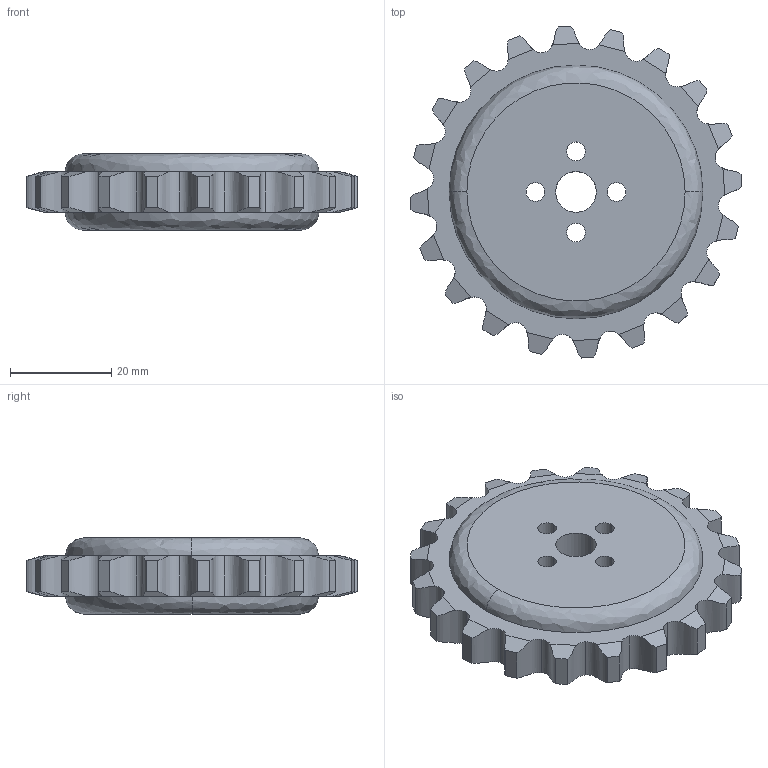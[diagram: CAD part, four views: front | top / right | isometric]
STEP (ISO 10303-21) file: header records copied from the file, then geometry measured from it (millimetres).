
FILE_DESCRIPTION (( 'STEP AP214' ), '1' );
FILE_NAME ('tetrix_736468_tt_sprocket.step', '2017-10-17T01:28:35', ( '' ), ( '' ), 'SwSTEP 2.0', 'SolidWorks 2017', '' );
FILE_SCHEMA (( 'AUTOMOTIVE_DESIGN' ));
Length unit declared in the file: millimetre
Products named in the file (1): tetrix_736468_tt_sprocket
Bounding box: 65.43 x 65.43 x 15 mm (x, y, z)
Volume: 34070.8 mm3; surface area: 9672.8 mm2
Topology: 1 solids, 1 shells, 130 faces, 366 edges, 244 vertices
Faces by surface type: plane 68, bspline 44, cylinder 18
Entity records: 6444 total; most frequent: CARTESIAN_POINT 3441, ORIENTED_EDGE 732, DIRECTION 420, EDGE_CURVE 366, VERTEX_POINT 244, B_SPLINE_CURVE_WITH_KNOTS 164, VECTOR 158, LINE 158
